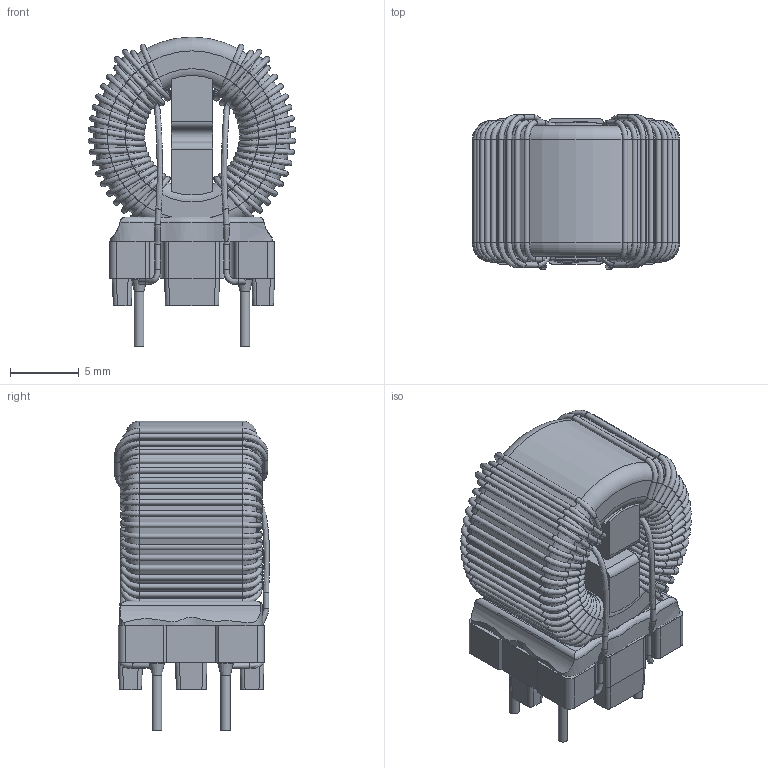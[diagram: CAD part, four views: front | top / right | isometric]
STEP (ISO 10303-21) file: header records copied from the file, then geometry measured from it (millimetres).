
FILE_DESCRIPTION(/* description */ ('Unknown'),/* implementation_level */ '2;1');
FILE_NAME(/* name */ '744822233_S',/* time_stamp */ '2023-06-13T13:32:07+02:00',/* author */ ('Unknown'),/* organization */ ('Unknown'),/* preprocessor_version */ 'ST-DEVELOPER v16.7',/* originating_system */ 'Solid Edge',/* authorisation */ 'Unknown');
FILE_SCHEMA (('AUTOMOTIVE_DESIGN {1 0 10303 214 3 1 1}'));
Length unit declared in the file: millimetre
Products named in the file (6): 744822233_S; Core; Spacer; Solderpoint; Base; Glue
Assembly tree (5 placements, depth 2):
  744822233_S
    Core
    Spacer
    Solderpoint
    Base
    Glue
Bounding box: 15.1 x 11.26 x 22.55 mm (x, y, z)
Volume: 1919.1 mm3; surface area: 3450 mm2
Topology: 10 solids, 10 shells, 561 faces, 1240 edges, 703 vertices
Faces by surface type: cylinder 242, bspline 115, torus 100, plane 95, cone 9
Full cylindrical faces by diameter (mm): 0.4 x172, 0.7 x4, 7.7 x1, 14.3 x1
Entity records: 35401 total; most frequent: CARTESIAN_POINT 21657, DIRECTION 2171, ORIENTED_EDGE 1660, AXIS2_PLACEMENT_3D 964, EDGE_LOOP 954, FACE_BOUND 954, EDGE_CURVE 830, VERTEX_POINT 678
